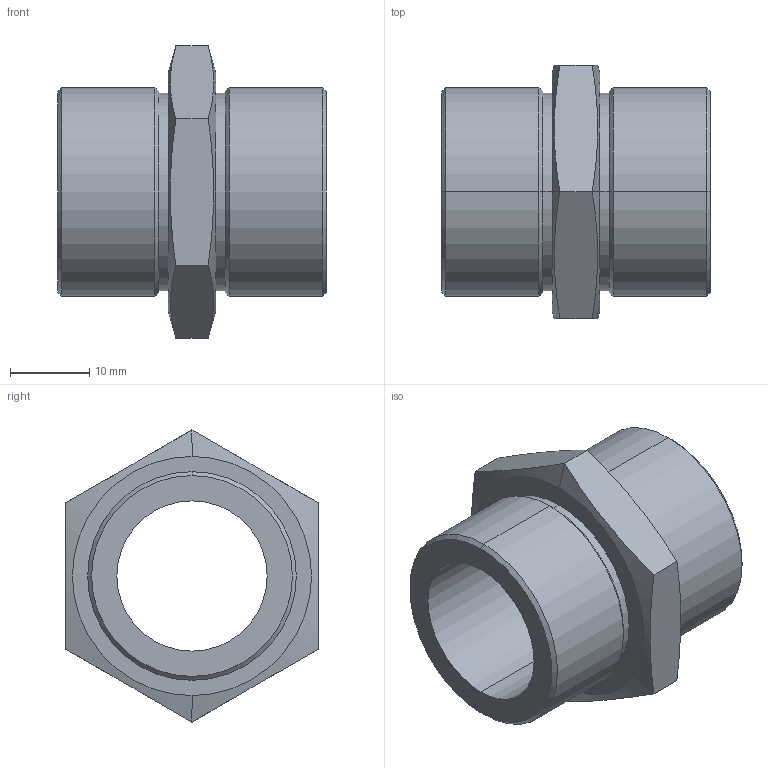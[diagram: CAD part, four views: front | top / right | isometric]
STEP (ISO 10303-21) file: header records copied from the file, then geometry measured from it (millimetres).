
FILE_DESCRIPTION (( 'STEP AP203' ), '1' );
FILE_NAME ('3D_R207-ZK_3-4_17142640.STEP', '2024-11-25T07:46:00', ( '' ), ( '' ), 'SwSTEP 2.0', 'SolidWorks 2023', '' );
FILE_SCHEMA (( 'CONFIG_CONTROL_DESIGN' ));
Length unit declared in the file: millimetre
Products named in the file (1): 3D_R207-ZK_3-4_17142640
Bounding box: 34 x 32 x 36.95 mm (x, y, z)
Volume: 10734.5 mm3; surface area: 6245.4 mm2
Topology: 1 solids, 1 shells, 34 faces, 72 edges, 44 vertices
Faces by surface type: cone 12, plane 12, cylinder 10
Entity records: 1069 total; most frequent: CARTESIAN_POINT 251, DIRECTION 162, ORIENTED_EDGE 144, EDGE_CURVE 72, AXIS2_PLACEMENT_3D 67, VERTEX_POINT 44, EDGE_LOOP 40, FACE_OUTER_BOUND 34
